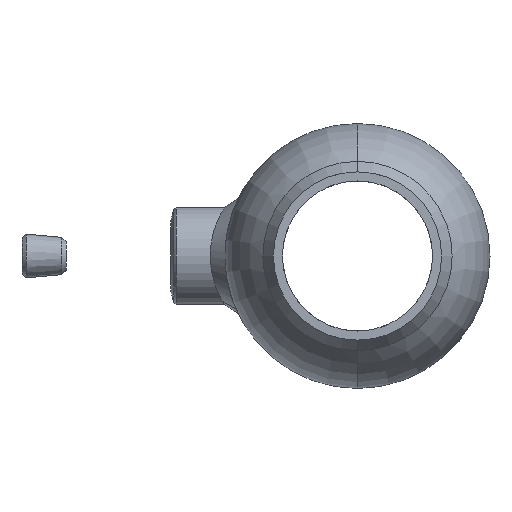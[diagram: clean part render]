
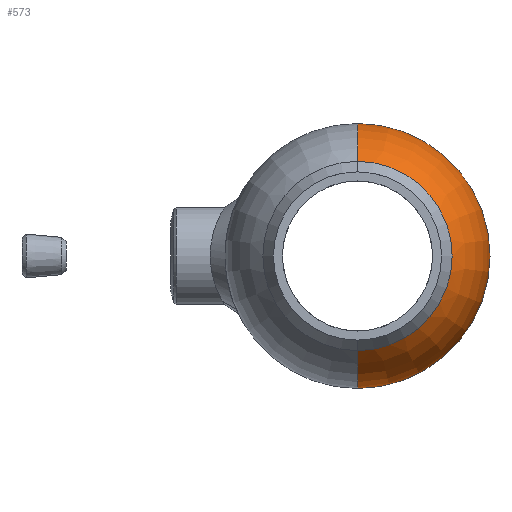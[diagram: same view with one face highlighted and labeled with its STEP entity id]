
A CAD part, left-side view. The second image highlights one B-rep face of the part: STEP entity #573.
In plain terms, the highlighted toroidal (fillet/blend) face has major radius 0.05 mm and minor radius 38 mm.
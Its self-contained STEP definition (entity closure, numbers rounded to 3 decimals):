
#541 = ORIENTED_EDGE ( 'NONE', *, *, #644, .T. ) ;
#547 = EDGE_CURVE ( 'NONE', #659, #548, #1163, .T. ) ;
#548 = VERTEX_POINT ( 'NONE', #1252 ) ;
#556 = EDGE_CURVE ( 'NONE', #659, #658, #1259, .T. ) ;
#570 = EDGE_LOOP ( 'NONE', ( #610, #691, #541, #688 ) ) ;
#573 = ADVANCED_FACE ( 'NONE', ( #1469 ), #1300, .T. ) ;
#610 = ORIENTED_EDGE ( 'NONE', *, *, #547, .F. ) ;
#637 = EDGE_CURVE ( 'NONE', #548, #656, #1510, .T. ) ;
#644 = EDGE_CURVE ( 'NONE', #658, #656, #1532, .T. ) ;
#656 = VERTEX_POINT ( 'NONE', #1644 ) ;
#658 = VERTEX_POINT ( 'NONE', #1711 ) ;
#659 = VERTEX_POINT ( 'NONE', #1667 ) ;
#688 = ORIENTED_EDGE ( 'NONE', *, *, #637, .F. ) ;
#691 = ORIENTED_EDGE ( 'NONE', *, *, #556, .T. ) ;
#1162 = CARTESIAN_POINT ( 'NONE',  ( -20.4, 0., -0.05 ) ) ;
#1163 = CIRCLE ( 'NONE', #1255, 38. ) ;
#1252 = CARTESIAN_POINT ( 'NONE',  ( -47., 0., -27.187 ) ) ;
#1253 = DIRECTION ( 'NONE',  ( 0., 0., 1. ) ) ;
#1254 = DIRECTION ( 'NONE',  ( 0., 1., 0. ) ) ;
#1255 = AXIS2_PLACEMENT_3D ( 'NONE', #1162, #1254, #1253 ) ;
#1256 = DIRECTION ( 'NONE',  ( 0., 0., 1. ) ) ;
#1257 = DIRECTION ( 'NONE',  ( -1., 0., 0. ) ) ;
#1258 = AXIS2_PLACEMENT_3D ( 'NONE', #1289, #1257, #1256 ) ;
#1259 = CIRCLE ( 'NONE', #1258, 38.05 ) ;
#1289 = CARTESIAN_POINT ( 'NONE',  ( -20.4, 0., 0. ) ) ;
#1300 = TOROIDAL_SURFACE ( 'NONE', #1454, 0.05, 38. ) ;
#1396 = DIRECTION ( 'NONE',  ( 0., 0., 1. ) ) ;
#1453 = DIRECTION ( 'NONE',  ( -1., 0., 0. ) ) ;
#1454 = AXIS2_PLACEMENT_3D ( 'NONE', #1463, #1453, #1396 ) ;
#1463 = CARTESIAN_POINT ( 'NONE',  ( -20.4, 0., 0. ) ) ;
#1469 = FACE_OUTER_BOUND ( 'NONE', #570, .T. ) ;
#1479 = DIRECTION ( 'NONE',  ( 0., 0., 1. ) ) ;
#1480 = DIRECTION ( 'NONE',  ( -1., 0., 0. ) ) ;
#1481 = CARTESIAN_POINT ( 'NONE',  ( -47., 0., 0. ) ) ;
#1508 = AXIS2_PLACEMENT_3D ( 'NONE', #1481, #1480, #1479 ) ;
#1510 = CIRCLE ( 'NONE', #1508, 27.187 ) ;
#1529 = DIRECTION ( 'NONE',  ( 0., -1., 0. ) ) ;
#1530 = CARTESIAN_POINT ( 'NONE',  ( -20.4, 0., 0.05 ) ) ;
#1531 = AXIS2_PLACEMENT_3D ( 'NONE', #1530, #1529, #1577 ) ;
#1532 = CIRCLE ( 'NONE', #1531, 38. ) ;
#1577 = DIRECTION ( 'NONE',  ( 0., 0., -1. ) ) ;
#1644 = CARTESIAN_POINT ( 'NONE',  ( -47., 0., 27.187 ) ) ;
#1667 = CARTESIAN_POINT ( 'NONE',  ( -20.4, 0., -38.05 ) ) ;
#1711 = CARTESIAN_POINT ( 'NONE',  ( -20.4, 0., 38.05 ) ) ;
